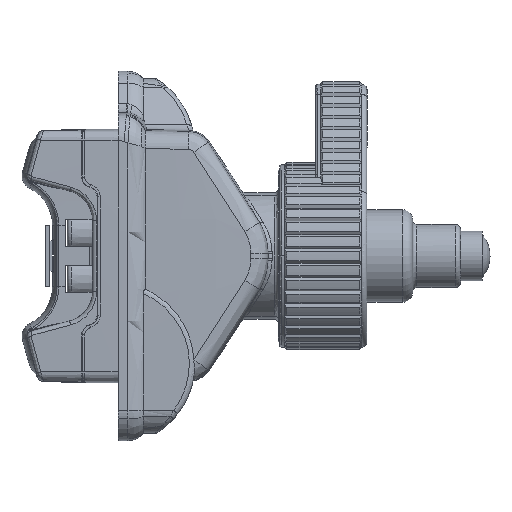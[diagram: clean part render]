
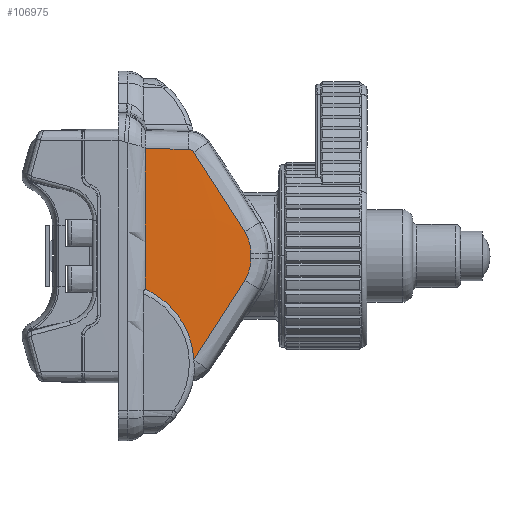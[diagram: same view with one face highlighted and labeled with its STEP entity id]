
A CAD part, left-side view. The second image highlights one B-rep face of the part: STEP entity #106975.
In plain terms, the highlighted free-form (B-spline) face has degree [3, 3] with [4, 4] control points.
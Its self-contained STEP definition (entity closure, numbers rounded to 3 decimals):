
#38285=CARTESIAN_POINT('',(-17.067,-14.3,
-6.485));
#38324=CARTESIAN_POINT('',(-16.935,-14.3,
20.971));
#38329=CARTESIAN_POINT('',(-16.628,-33.75,
-4.749));
#38330=CARTESIAN_POINT('',(-16.667,-32.701,
-6.497));
#38331=CARTESIAN_POINT('',(-16.734,-30.543,
-10.012));
#38332=CARTESIAN_POINT('',(-16.799,-27.221,
-15.179));
#38333=CARTESIAN_POINT('',(-16.818,-24.93,
-18.586));
#38334=CARTESIAN_POINT('',(-16.822,-23.786,
-20.25));
#38339=CARTESIAN_POINT('',(-16.822,-23.786,
-20.25));
#38340=CARTESIAN_POINT('',(-16.834,-23.745,
-19.412));
#38341=CARTESIAN_POINT('',(-16.86,-23.532,
-17.764));
#38342=CARTESIAN_POINT('',(-16.901,-22.839,
-15.392));
#38343=CARTESIAN_POINT('',(-16.944,-21.746,
-13.079));
#38344=CARTESIAN_POINT('',(-16.985,-20.318,
-11.014));
#38345=CARTESIAN_POINT('',(-17.021,-18.61,
-9.205));
#38346=CARTESIAN_POINT('',(-17.051,-16.574,
-7.64));
#38347=CARTESIAN_POINT('',(-17.063,-15.085,
-6.833));
#38348=CARTESIAN_POINT('',(-17.067,-14.3,
-6.485));
#38353=CARTESIAN_POINT('',(1483.116,-9.063,
0.));
#38354=DIRECTION('',(-0.003,1.,0.));
#38355=DIRECTION('',(-1.,-0.003,-0.004));
#38356=AXIS2_PLACEMENT_3D('',#38353,#38354,#38355);
#38361=CARTESIAN_POINT('',(482.738,-12.829,
29.719));
#38362=DIRECTION('',(-0.017,-0.017,1.));
#38363=DIRECTION('',(-1.,-0.004,-0.018));
#38364=AXIS2_PLACEMENT_3D('',#38361,#38362,#38363);
#38369=CARTESIAN_POINT('',(-16.836,-22.739,
20.826));
#38370=CARTESIAN_POINT('',(-16.835,-22.812,
20.825));
#38371=CARTESIAN_POINT('',(-16.832,-22.972,
20.808));
#38372=CARTESIAN_POINT('',(-16.828,-23.209,
20.737));
#38373=CARTESIAN_POINT('',(-16.824,-23.439,
20.614));
#38374=CARTESIAN_POINT('',(-16.822,-23.627,
20.456));
#38375=CARTESIAN_POINT('',(-16.822,-23.728,
20.333));
#38376=CARTESIAN_POINT('',(-16.822,-23.769,
20.274));
#38381=CARTESIAN_POINT('',(-16.822,-23.769,
20.274));
#38382=CARTESIAN_POINT('',(-16.819,-24.921,
18.598));
#38383=CARTESIAN_POINT('',(-16.799,-27.22,
15.18));
#38384=CARTESIAN_POINT('',(-16.734,-30.548,
10.004));
#38385=CARTESIAN_POINT('',(-16.666,-32.704,
6.494));
#38386=CARTESIAN_POINT('',(-16.628,-33.75,
4.749));
#38391=CARTESIAN_POINT('',(-16.628,-33.75,
4.749));
#38392=CARTESIAN_POINT('',(-16.621,-33.933,
4.444));
#38393=CARTESIAN_POINT('',(-16.608,-34.276,
3.78));
#38394=CARTESIAN_POINT('',(-16.594,-34.656,
2.707));
#38395=CARTESIAN_POINT('',(-16.585,-34.88,
1.595));
#38396=CARTESIAN_POINT('',(-16.584,-34.928,
0.853));
#38397=CARTESIAN_POINT('',(-16.584,-34.928,
0.501));
#38402=CARTESIAN_POINT('',(-16.584,-34.928,
-0.501));
#38403=CARTESIAN_POINT('',(-16.584,-34.928,
-0.856));
#38404=CARTESIAN_POINT('',(-16.585,-34.88,
-1.601));
#38405=CARTESIAN_POINT('',(-16.594,-34.653,
-2.716));
#38406=CARTESIAN_POINT('',(-16.608,-34.273,
-3.786));
#38407=CARTESIAN_POINT('',(-16.621,-33.931,
-4.447));
#38408=CARTESIAN_POINT('',(-16.628,-33.75,
-4.749));
#52190=CARTESIAN_POINT('',(-16.584,-34.928,
-0.501));
#52191=CARTESIAN_POINT('',(-16.584,-34.928,
-0.39));
#52192=CARTESIAN_POINT('',(-16.584,-34.928,
-0.167));
#52193=CARTESIAN_POINT('',(-16.584,-34.928,
0.167));
#52194=CARTESIAN_POINT('',(-16.584,-34.928,
0.39));
#52195=CARTESIAN_POINT('',(-16.584,-34.928,
0.501));
#52323=CARTESIAN_POINT('',(482.738,-12.829,
29.719));
#52324=DIRECTION('',(0.017,0.017,-1.));
#52325=DIRECTION('',(-1.,-0.004,-0.018));
#52326=AXIS2_PLACEMENT_3D('',#52323,#52324,#52325);
#62847=VERTEX_POINT('',#38285);
#62848=VERTEX_POINT('',#38339);
#63082=VERTEX_POINT('',#38324);
#63083=VERTEX_POINT('',#38329);
#63084=CARTESIAN_POINT('',(-16.933,-14.889,
20.961));
#63085=VERTEX_POINT('',#63084);
#63086=CARTESIAN_POINT('',(-16.836,-22.739,
20.826));
#63087=VERTEX_POINT('',#63086);
#63088=VERTEX_POINT('',#38376);
#63089=VERTEX_POINT('',#38386);
#63090=VERTEX_POINT('',#38397);
#63091=VERTEX_POINT('',#52190);
#106937=CARTESIAN_POINT('',(-16.407,-35.333,
21.795));
#106938=CARTESIAN_POINT('',(-16.614,-35.342,
7.506));
#106939=CARTESIAN_POINT('',(-16.618,-35.342,
-6.785));
#106940=CARTESIAN_POINT('',(-16.417,-35.333,
-21.074));
#106941=CARTESIAN_POINT('',(-16.733,-28.188,
21.795));
#106942=CARTESIAN_POINT('',(-16.94,-28.195,
7.506));
#106943=CARTESIAN_POINT('',(-16.944,-28.195,
-6.785));
#106944=CARTESIAN_POINT('',(-16.743,-28.189,
-21.074));
#106945=CARTESIAN_POINT('',(-16.905,-21.039,
21.795));
#106946=CARTESIAN_POINT('',(-17.113,-21.042,
7.506));
#106947=CARTESIAN_POINT('',(-17.116,-21.042,
-6.785));
#106948=CARTESIAN_POINT('',(-16.916,-21.039,
-21.074));
#106949=CARTESIAN_POINT('',(-16.924,-13.887,
21.795));
#106950=CARTESIAN_POINT('',(-17.132,-13.887,
7.506));
#106951=CARTESIAN_POINT('',(-17.135,-13.887,
-6.785));
#106952=CARTESIAN_POINT('',(-16.935,-13.887,
-21.074));
#106953=(BOUNDED_SURFACE()B_SPLINE_SURFACE(3,3,((#106937,#106938,#106939,
#106940),(#106941,#106942,#106943,#106944),(#106945,#106946,#106947,#106948),(
#106949,#106950,#106951,#106952)),.UNSPECIFIED.,.F.,.F.,.F.)B_SPLINE_SURFACE_WITH_KNOTS((4,4),(4,4),(0.,1.),(0.,1.),.UNSPECIFIED.)GEOMETRIC_REPRESENTATION_ITEM()RATIONAL_B_SPLINE_SURFACE(((1.,1.,
1.,1.),(1.,1.,
1.,1.),(1.,1.,
1.,1.),(1.,1.,
1.,1.)))REPRESENTATION_ITEM('')SURFACE());
#106955=ORIENTED_EDGE('',*,*,#106954,.T.);
#106957=ORIENTED_EDGE('',*,*,#106956,.T.);
#106958=ORIENTED_EDGE('',*,*,#106915,.T.);
#106960=ORIENTED_EDGE('',*,*,#106959,.F.);
#106962=ORIENTED_EDGE('',*,*,#106961,.T.);
#106964=ORIENTED_EDGE('',*,*,#106963,.T.);
#106966=ORIENTED_EDGE('',*,*,#106965,.T.);
#106968=ORIENTED_EDGE('',*,*,#106967,.T.);
#106970=ORIENTED_EDGE('',*,*,#106969,.F.);
#106972=ORIENTED_EDGE('',*,*,#106971,.T.);
#106973=EDGE_LOOP('',(#106955,#106957,#106958,#106960,#106962,#106964,#106966,
#106968,#106970,#106972));
#106974=FACE_OUTER_BOUND('',#106973,.F.);
#106975=ADVANCED_FACE('',(#106974),#106953,.T.);
#38335=B_SPLINE_CURVE_WITH_KNOTS('',3,(#38329,#38330,#38331,#38332,#38333,
#38334),.UNSPECIFIED.,.F.,.F.,(4,1,1,4),(0.,0.332,
0.671,1.),.UNSPECIFIED.);
#38349=B_SPLINE_CURVE_WITH_KNOTS('',3,(#38339,#38340,#38341,#38342,#38343,
#38344,#38345,#38346,#38347,#38348),.UNSPECIFIED.,.F.,.F.,(4,1,1,1,1,1,1,4),(
0.,0.143,0.286,0.429,0.571,
0.714,0.857,1.),.UNSPECIFIED.);
#38357=CIRCLE('',#38356,1500.206);
#38365=CIRCLE('',#38364,499.752);
#38377=B_SPLINE_CURVE_WITH_KNOTS('',3,(#38369,#38370,#38371,#38372,#38373,
#38374,#38375,#38376),.UNSPECIFIED.,.F.,.F.,(4,1,1,1,1,4),(0.,
0.181,0.395,0.608,0.822,1.),
.UNSPECIFIED.);
#38387=B_SPLINE_CURVE_WITH_KNOTS('',3,(#38381,#38382,#38383,#38384,#38385,
#38386),.UNSPECIFIED.,.F.,.F.,(4,1,1,4),(0.,0.33,
0.669,1.),.UNSPECIFIED.);
#38398=B_SPLINE_CURVE_WITH_KNOTS('',3,(#38391,#38392,#38393,#38394,#38395,
#38396,#38397),.UNSPECIFIED.,.F.,.F.,(4,1,1,1,4),(0.,0.239,
0.501,0.763,1.),.UNSPECIFIED.);
#38409=B_SPLINE_CURVE_WITH_KNOTS('',3,(#38402,#38403,#38404,#38405,#38406,
#38407,#38408),.UNSPECIFIED.,.F.,.F.,(4,1,1,1,4),(0.,0.239,
0.501,0.763,1.),.UNSPECIFIED.);
#52196=B_SPLINE_CURVE_WITH_KNOTS('',3,(#52190,#52191,#52192,#52193,#52194,
#52195),.UNSPECIFIED.,.F.,.F.,(4,1,1,4),(0.,0.333,
0.667,1.),.UNSPECIFIED.);
#52327=CIRCLE('',#52326,499.752);
#106915=EDGE_CURVE('',#62847,#63082,#38357,.T.);
#106954=EDGE_CURVE('',#63083,#62848,#38335,.T.);
#106956=EDGE_CURVE('',#62848,#62847,#38349,.T.);
#106959=EDGE_CURVE('',#63085,#63082,#52327,.T.);
#106961=EDGE_CURVE('',#63085,#63087,#38365,.T.);
#106963=EDGE_CURVE('',#63087,#63088,#38377,.T.);
#106965=EDGE_CURVE('',#63088,#63089,#38387,.T.);
#106967=EDGE_CURVE('',#63089,#63090,#38398,.T.);
#106969=EDGE_CURVE('',#63091,#63090,#52196,.T.);
#106971=EDGE_CURVE('',#63091,#63083,#38409,.T.);
